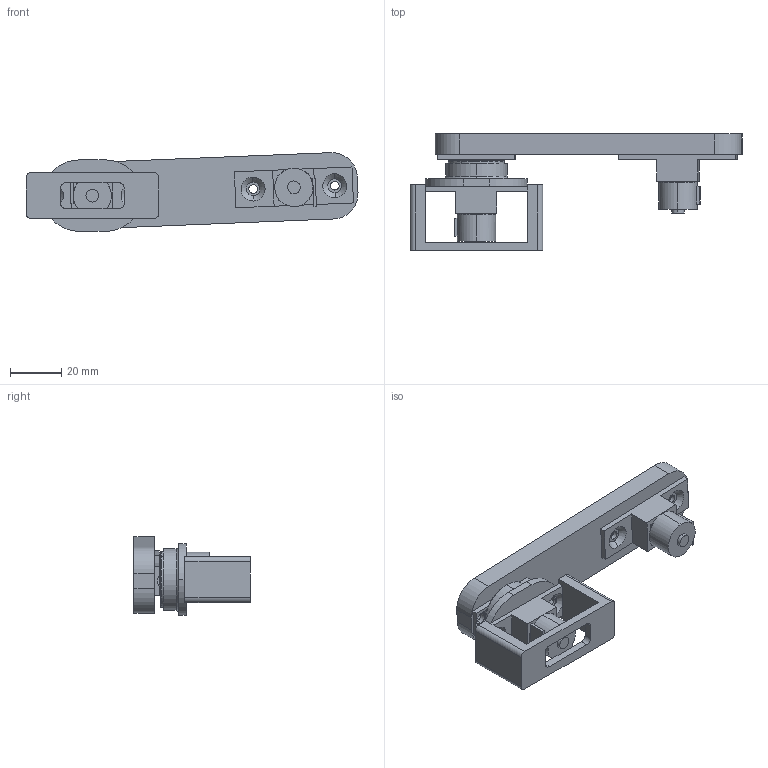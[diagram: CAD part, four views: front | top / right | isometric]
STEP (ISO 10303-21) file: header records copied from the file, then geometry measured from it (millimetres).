
FILE_DESCRIPTION (( 'STEP AP214' ), '1' );
FILE_NAME ('assy_gic_kinematic_2d_robot_arm_MK1_v1.STEP', '2021-01-14T11:14:47', ( '' ), ( '' ), 'SwSTEP 2.0', 'SolidWorks 2020', '' );
FILE_SCHEMA (( 'AUTOMOTIVE_DESIGN' ));
Length unit declared in the file: millimetre
Products named in the file (13): 608_Z_11; Df_Robot_stepper_FIT0503; 608_Z_19; sub_assy_robot_arm_link1; 608_Z; DfRobot_stepper_FIT0503_mount_v3; 2D_robotArm_base_lower_v1; 608_Z_21; assy_gic_kinematic_2d_robot_arm_MK1_v1; base_bearing_holder_v1; robot_arm_link_bearing_insert_mk1; 2D_robotArm_link1_v1
Assembly tree (29 placements, depth 4):
  assy_gic_kinematic_2d_robot_arm_MK1_v1
    2D_robotArm_base_lower_v1
    DfRobot_stepper_FIT0503_mount_v3
    Df_Robot_stepper_FIT0503
    base_bearing_holder_v1
    608_Z
      608_Z_11  x7
      608_Z_19
      608_Z_21
    sub_assy_robot_arm_link1
      2D_robotArm_link1_v1
      robot_arm_link_bearing_insert_mk1
      DfRobot_stepper_FIT0503_mount_v3
      Df_Robot_stepper_FIT0503
      608_Z
        608_Z_11  x7
        608_Z_19
        608_Z_21
Bounding box: 130.04 x 45.5 x 30.83 mm (x, y, z)
Volume: 44042.6 mm3; surface area: 30316 mm2
Topology: 28 solids, 28 shells, 449 faces, 1148 edges, 722 vertices
Faces by surface type: plane 182, cylinder 141, cone 52, torus 46, sphere 28
Entity records: 10255 total; most frequent: CARTESIAN_POINT 1811, DIRECTION 1626, ORIENTED_EDGE 1420, EDGE_CURVE 710, AXIS2_PLACEMENT_3D 613, VERTEX_POINT 464, LINE 400, VECTOR 400
